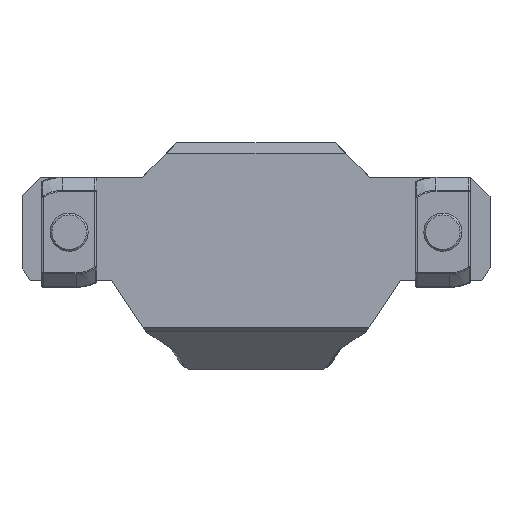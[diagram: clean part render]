
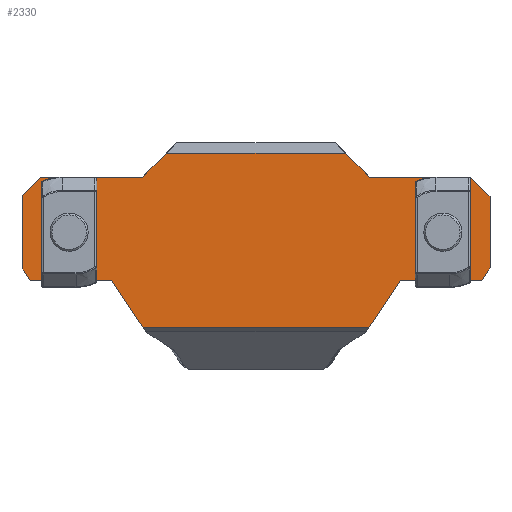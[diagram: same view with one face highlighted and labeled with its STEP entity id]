
A CAD part, front view. The second image highlights one B-rep face of the part: STEP entity #2330.
In plain terms, the highlighted planar face has unit normal (0, -1, 0).
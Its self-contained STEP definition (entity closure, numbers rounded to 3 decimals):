
#2330=ADVANCED_FACE('337091',(#6716,#6717,#6718),#6719,.F.);
#3537=EDGE_CURVE('337174',#8584,#8572,#8587,.T.);
#3541=EDGE_CURVE('335813',#8589,#8593,#8594,.T.);
#3561=EDGE_CURVE('335819',#8620,#8608,#8623,.T.);
#3565=EDGE_CURVE('337173',#8629,#8625,#8630,.F.);
#3599=EDGE_CURVE('337528',#8584,#8674,#8677,.F.);
#3605=EDGE_CURVE('337530',#8674,#8682,#8685,.T.);
#3613=EDGE_CURVE('337531',#8682,#8694,#8697,.T.);
#3621=EDGE_CURVE('337532',#8694,#8704,#8707,.T.);
#3625=EDGE_CURVE('337529',#8593,#8704,#8712,.T.);
#3639=EDGE_CURVE('337536',#8730,#8727,#8731,.T.);
#3647=EDGE_CURVE('337535',#8620,#8730,#8740,.F.);
#3655=EDGE_CURVE('337537',#8727,#8749,#8752,.T.);
#3663=EDGE_CURVE('337538',#8759,#8749,#8762,.F.);
#3667=EDGE_CURVE('337534',#8629,#8759,#8767,.F.);
#3713=EDGE_CURVE('337647',#8825,#8825,#8826,.T.);
#3715=EDGE_CURVE('337649',#8828,#8828,#8829,.T.);
#3717=EDGE_CURVE('337766',#8608,#8589,#8831,.T.);
#3719=EDGE_CURVE('337337',#8572,#8625,#8833,.T.);
#6716=FACE_BOUND('',#14931,.T.);
#6717=FACE_BOUND('',#14932,.T.);
#6718=FACE_OUTER_BOUND('',#14933,.T.);
#6719=PLANE('',#14934);
#8572=VERTEX_POINT('',#20999);
#8584=VERTEX_POINT('',#21019);
#8587=LINE('',#21024,#21025);
#8589=VERTEX_POINT('',#21028);
#8593=VERTEX_POINT('',#21034);
#8594=LINE('',#21035,#21036);
#8608=VERTEX_POINT('',#21059);
#8620=VERTEX_POINT('',#21079);
#8623=LINE('',#21084,#21085);
#8625=VERTEX_POINT('',#21088);
#8629=VERTEX_POINT('',#21094);
#8630=LINE('',#21095,#21096);
#8674=VERTEX_POINT('',#21169);
#8677=LINE('',#21174,#21175);
#8682=VERTEX_POINT('',#21183);
#8685=LINE('',#21188,#21189);
#8694=VERTEX_POINT('',#21203);
#8697=LINE('',#21208,#21209);
#8704=VERTEX_POINT('',#21221);
#8707=LINE('',#21226,#21227);
#8712=LINE('',#21235,#21236);
#8727=VERTEX_POINT('',#21262);
#8730=VERTEX_POINT('',#21267);
#8731=LINE('',#21268,#21269);
#8740=LINE('',#21285,#21286);
#8749=VERTEX_POINT('',#21300);
#8752=LINE('',#21305,#21306);
#8759=VERTEX_POINT('',#21318);
#8762=LINE('',#21323,#21324);
#8767=LINE('',#21332,#21333);
#8825=VERTEX_POINT('',#21434);
#8826=CIRCLE('',#21435,3.55);
#8828=VERTEX_POINT('',#21438);
#8829=CIRCLE('',#21439,3.55);
#8831=LINE('',#21442,#21443);
#8833=LINE('',#21446,#21447);
#14931=EDGE_LOOP('',(#29802));
#14932=EDGE_LOOP('',(#29803));
#14933=EDGE_LOOP('',(#29804,#29805,#29806,#29807,#29808,#29809,#29810,#29811,#29812,#29813,#29814,#29815,#29816,#29817,#29818,#29819));
#14934=AXIS2_PLACEMENT_3D('',#29820,#29821,#29822);
#20999=CARTESIAN_POINT('',(-13.,-302.5,856.466));
#21019=CARTESIAN_POINT('',(-16.48,-302.5,852.986));
#21024=CARTESIAN_POINT('',(-16.108,-302.5,853.358));
#21025=VECTOR('',#33178,1.);
#21028=CARTESIAN_POINT('',(-16.415,-302.5,831.1));
#21034=CARTESIAN_POINT('',(-21.,-302.5,838.));
#21035=CARTESIAN_POINT('',(-16.017,-302.5,830.5));
#21036=VECTOR('',#33180,1.);
#21059=CARTESIAN_POINT('',(16.415,-302.5,831.1));
#21079=CARTESIAN_POINT('',(21.,-302.5,838.));
#21084=CARTESIAN_POINT('',(21.,-302.5,838.));
#21085=VECTOR('',#33190,1.);
#21088=CARTESIAN_POINT('',(13.,-302.5,856.466));
#21094=CARTESIAN_POINT('',(16.48,-302.5,852.986));
#21095=CARTESIAN_POINT('',(8.163,-302.5,861.303));
#21096=VECTOR('',#33192,1.);
#21169=CARTESIAN_POINT('',(-31.327,-302.5,852.986));
#21174=CARTESIAN_POINT('',(-19.147,-302.5,852.986));
#21175=VECTOR('',#33213,1.0);
#21183=CARTESIAN_POINT('',(-34.,-302.5,850.313));
#21188=CARTESIAN_POINT('',(-29.902,-302.5,854.411));
#21189=VECTOR('',#33216,1.0);
#21203=CARTESIAN_POINT('',(-34.,-302.5,839.8));
#21208=CARTESIAN_POINT('',(-34.,-302.5,846.99));
#21209=VECTOR('',#33220,1.0);
#21221=CARTESIAN_POINT('',(-32.804,-302.5,838.));
#21226=CARTESIAN_POINT('',(-33.49,-302.5,839.032));
#21227=VECTOR('',#33224,1.0);
#21235=CARTESIAN_POINT('',(-20.646,-302.5,838.));
#21236=VECTOR('',#33226,1.0);
#21262=CARTESIAN_POINT('',(34.,-302.5,839.8));
#21267=CARTESIAN_POINT('',(32.804,-302.5,838.));
#21268=CARTESIAN_POINT('',(28.623,-302.5,831.708));
#21269=VECTOR('',#33233,1.0);
#21285=CARTESIAN_POINT('',(4.756,-302.5,838.));
#21286=VECTOR('',#33237,1.0);
#21300=CARTESIAN_POINT('',(34.,-302.5,850.2));
#21305=CARTESIAN_POINT('',(34.,-302.5,846.961));
#21306=VECTOR('',#33241,1.0);
#21318=CARTESIAN_POINT('',(31.214,-302.5,852.986));
#21323=CARTESIAN_POINT('',(21.9,-302.5,862.3));
#21324=VECTOR('',#33245,1.0);
#21332=CARTESIAN_POINT('',(3.228,-302.5,852.986));
#21333=VECTOR('',#33247,1.0);
#21434=CARTESIAN_POINT('',(27.151,-302.5,848.55));
#21435=AXIS2_PLACEMENT_3D('',#33274,#33275,#33276);
#21438=CARTESIAN_POINT('',(-27.151,-302.5,848.55));
#21439=AXIS2_PLACEMENT_3D('',#33277,#33278,#33279);
#21442=CARTESIAN_POINT('',(-7.188,-302.5,831.1));
#21443=VECTOR('',#33280,1.0);
#21446=CARTESIAN_POINT('',(-7.945,-302.5,856.466));
#21447=VECTOR('',#33281,1.);
#29802=ORIENTED_EDGE('',*,*,#3713,.F.);
#29803=ORIENTED_EDGE('',*,*,#3715,.F.);
#29804=ORIENTED_EDGE('',*,*,#3717,.F.);
#29805=ORIENTED_EDGE('',*,*,#3561,.F.);
#29806=ORIENTED_EDGE('',*,*,#3647,.T.);
#29807=ORIENTED_EDGE('',*,*,#3639,.T.);
#29808=ORIENTED_EDGE('',*,*,#3655,.T.);
#29809=ORIENTED_EDGE('',*,*,#3663,.F.);
#29810=ORIENTED_EDGE('',*,*,#3667,.F.);
#29811=ORIENTED_EDGE('',*,*,#3565,.T.);
#29812=ORIENTED_EDGE('',*,*,#3719,.F.);
#29813=ORIENTED_EDGE('',*,*,#3537,.F.);
#29814=ORIENTED_EDGE('',*,*,#3599,.T.);
#29815=ORIENTED_EDGE('',*,*,#3605,.T.);
#29816=ORIENTED_EDGE('',*,*,#3613,.T.);
#29817=ORIENTED_EDGE('',*,*,#3621,.T.);
#29818=ORIENTED_EDGE('',*,*,#3625,.F.);
#29819=ORIENTED_EDGE('',*,*,#3541,.F.);
#29820=CARTESIAN_POINT('',(-15.89,-302.5,848.923));
#29821=DIRECTION('',(0.,1.0,0.0));
#29822=DIRECTION('',(1.0,0.,0.0));
#33178=DIRECTION('',(0.707,0.,0.707));
#33180=DIRECTION('',(-0.553,0.,0.833));
#33190=DIRECTION('',(-0.553,0.,-0.833));
#33192=DIRECTION('',(0.707,0.,-0.707));
#33213=DIRECTION('',(1.0,0.,0.));
#33216=DIRECTION('',(-0.707,0.,-0.707));
#33220=DIRECTION('',(0.,0.,-1.0));
#33224=DIRECTION('',(0.553,0.,-0.833));
#33226=DIRECTION('',(-1.0,0.,0.));
#33233=DIRECTION('',(0.553,0.,0.833));
#33237=DIRECTION('',(-1.0,0.,0.));
#33241=DIRECTION('',(0.,0.,1.0));
#33245=DIRECTION('',(-0.707,0.,0.707));
#33247=DIRECTION('',(-1.0,0.,0.));
#33274=CARTESIAN_POINT('',(27.151,-302.5,845.));
#33275=DIRECTION('',(0.,-1.0,0.));
#33276=DIRECTION('',(0.,0.,-1.0));
#33277=CARTESIAN_POINT('',(-27.151,-302.5,845.));
#33278=DIRECTION('',(0.,-1.0,0.0));
#33279=DIRECTION('',(0.,0.,-1.0));
#33280=DIRECTION('',(-1.0,0.,0.));
#33281=DIRECTION('',(1.0,0.,0.));
